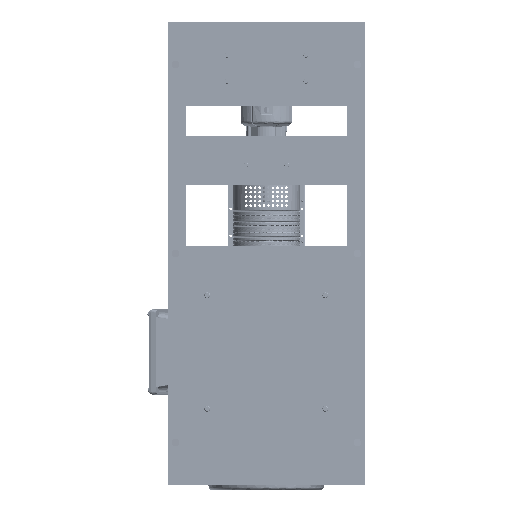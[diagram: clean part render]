
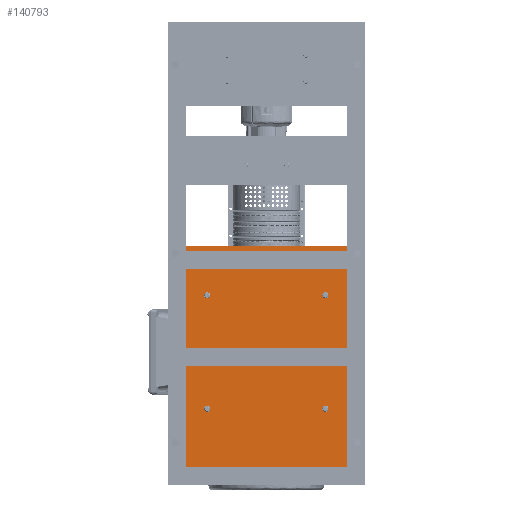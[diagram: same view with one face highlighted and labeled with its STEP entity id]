
A CAD part, front view. The second image highlights one B-rep face of the part: STEP entity #140793.
In plain terms, the highlighted planar face has unit normal (0, -1, 0).
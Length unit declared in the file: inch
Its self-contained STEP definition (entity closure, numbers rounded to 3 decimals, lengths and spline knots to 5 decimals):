
#8568 = VECTOR ( 'NONE', #270809, 39.37008 ) ;
#9976 = CIRCLE ( 'NONE', #248840, 0.328 ) ;
#18686 = CIRCLE ( 'NONE', #438794, 0.328 ) ;
#26016 = DIRECTION ( 'NONE',  ( 0., 1., 0. ) ) ;
#26059 = VECTOR ( 'NONE', #227804, 39.37008 ) ;
#26131 = DIRECTION ( 'NONE',  ( 0., -1., 0. ) ) ;
#28234 = DIRECTION ( 'NONE',  ( 0., 0., 1. ) ) ;
#31319 = CARTESIAN_POINT ( 'NONE',  ( 7.22676, 0., -6.25 ) ) ;
#31548 = CARTESIAN_POINT ( 'NONE',  ( -12.5, 0., 10.04 ) ) ;
#38821 = VERTEX_POINT ( 'NONE', #294326 ) ;
#53358 = CARTESIAN_POINT ( 'NONE',  ( 6.89876, 0., 6.25 ) ) ;
#58155 = CIRCLE ( 'NONE', #340607, 0.328 ) ;
#60074 = FACE_BOUND ( 'NONE', #409019, .T. ) ;
#61676 = LINE ( 'NONE', #400109, #26059 ) ;
#70140 = EDGE_CURVE ( 'NONE', #406692, #284417, #58155, .T. ) ;
#78862 = VERTEX_POINT ( 'NONE', #331630 ) ;
#83482 = DIRECTION ( 'NONE',  ( 0., 0., 1. ) ) ;
#83595 = DIRECTION ( 'NONE',  ( 0., -1., 0. ) ) ;
#85177 = LINE ( 'NONE', #434203, #182135 ) ;
#92381 = CARTESIAN_POINT ( 'NONE',  ( -4.77324, 0., 6.25 ) ) ;
#94104 = FACE_BOUND ( 'NONE', #416602, .T. ) ;
#99535 = EDGE_CURVE ( 'NONE', #38821, #175678, #316394, .T. ) ;
#100823 = CARTESIAN_POINT ( 'NONE',  ( -12.5, 0., -10.04 ) ) ;
#116831 = ORIENTED_EDGE ( 'NONE', *, *, #70140, .F. ) ;
#119785 = CARTESIAN_POINT ( 'NONE',  ( 7.22676, 0., 6.25 ) ) ;
#130404 = DIRECTION ( 'NONE',  ( 0., 0., 1. ) ) ;
#134736 = DIRECTION ( 'NONE',  ( 0., 0., 1. ) ) ;
#134792 = AXIS2_PLACEMENT_3D ( 'NONE', #119785, #83595, #200623 ) ;
#135193 = AXIS2_PLACEMENT_3D ( 'NONE', #31319, #405456, #165147 ) ;
#140793 = ADVANCED_FACE ( 'NONE', ( #166536, #200548, #94104, #60074, #338794 ), #198326, .F. ) ;
#140863 = VERTEX_POINT ( 'NONE', #302602 ) ;
#145872 = AXIS2_PLACEMENT_3D ( 'NONE', #272243, #313032, #165770 ) ;
#146912 = ORIENTED_EDGE ( 'NONE', *, *, #440507, .F. ) ;
#147747 = EDGE_CURVE ( 'NONE', #391684, #140863, #362715, .T. ) ;
#149169 = CARTESIAN_POINT ( 'NONE',  ( -12.5, 0., -10.04 ) ) ;
#149687 = EDGE_LOOP ( 'NONE', ( #299750, #331761 ) ) ;
#162623 = DIRECTION ( 'NONE',  ( 0., -1., 0. ) ) ;
#164736 = DIRECTION ( 'NONE',  ( 0., 0., -1. ) ) ;
#165147 = DIRECTION ( 'NONE',  ( 0., 0., 1. ) ) ;
#165277 = VECTOR ( 'NONE', #164736, 39.37008 ) ;
#165770 = DIRECTION ( 'NONE',  ( 0., 0., 1. ) ) ;
#166536 = FACE_BOUND ( 'NONE', #149687, .T. ) ;
#167304 = CARTESIAN_POINT ( 'NONE',  ( -5.10124, 0., 6.25 ) ) ;
#173081 = AXIS2_PLACEMENT_3D ( 'NONE', #336563, #26016, #28234 ) ;
#175678 = VERTEX_POINT ( 'NONE', #405989 ) ;
#179091 = VERTEX_POINT ( 'NONE', #278194 ) ;
#182135 = VECTOR ( 'NONE', #429714, 39.37008 ) ;
#187163 = CIRCLE ( 'NONE', #295931, 0.328 ) ;
#188082 = ORIENTED_EDGE ( 'NONE', *, *, #211306, .F. ) ;
#189762 = VERTEX_POINT ( 'NONE', #167304 ) ;
#198326 = PLANE ( 'NONE',  #173081 ) ;
#200548 = FACE_BOUND ( 'NONE', #389479, .T. ) ;
#200623 = DIRECTION ( 'NONE',  ( 0., 0., 1. ) ) ;
#202218 = ORIENTED_EDGE ( 'NONE', *, *, #147747, .F. ) ;
#202757 = CARTESIAN_POINT ( 'NONE',  ( -4.77324, 0., -6.25 ) ) ;
#203197 = CARTESIAN_POINT ( 'NONE',  ( 12.5, 0., -10.04 ) ) ;
#207626 = AXIS2_PLACEMENT_3D ( 'NONE', #296048, #26131, #130404 ) ;
#211306 = EDGE_CURVE ( 'NONE', #284417, #406692, #9976, .T. ) ;
#221701 = EDGE_CURVE ( 'NONE', #179091, #189762, #18686, .T. ) ;
#221902 = DIRECTION ( 'NONE',  ( 0., 0., 1. ) ) ;
#227804 = DIRECTION ( 'NONE',  ( 1., 0., 0. ) ) ;
#245759 = LINE ( 'NONE', #100823, #8568 ) ;
#246263 = VERTEX_POINT ( 'NONE', #149169 ) ;
#248840 = AXIS2_PLACEMENT_3D ( 'NONE', #202757, #341009, #134736 ) ;
#250342 = CIRCLE ( 'NONE', #134792, 0.328 ) ;
#259279 = VERTEX_POINT ( 'NONE', #31548 ) ;
#266750 = LINE ( 'NONE', #203197, #165277 ) ;
#270809 = DIRECTION ( 'NONE',  ( -1., 0., 0. ) ) ;
#272243 = CARTESIAN_POINT ( 'NONE',  ( 7.22676, 0., 6.25 ) ) ;
#272703 = CIRCLE ( 'NONE', #135193, 0.328 ) ;
#278194 = CARTESIAN_POINT ( 'NONE',  ( -4.44524, 0., 6.25 ) ) ;
#284417 = VERTEX_POINT ( 'NONE', #340240 ) ;
#294326 = CARTESIAN_POINT ( 'NONE',  ( 6.89876, 0., -6.25 ) ) ;
#295931 = AXIS2_PLACEMENT_3D ( 'NONE', #92381, #162623, #83482 ) ;
#296048 = CARTESIAN_POINT ( 'NONE',  ( 7.22676, 0., -6.25 ) ) ;
#299750 = ORIENTED_EDGE ( 'NONE', *, *, #99535, .F. ) ;
#302602 = CARTESIAN_POINT ( 'NONE',  ( 7.55476, 0., 6.25 ) ) ;
#309869 = CARTESIAN_POINT ( 'NONE',  ( -4.44524, 0., -6.25 ) ) ;
#313032 = DIRECTION ( 'NONE',  ( 0., -1., 0. ) ) ;
#316394 = CIRCLE ( 'NONE', #207626, 0.328 ) ;
#327358 = EDGE_CURVE ( 'NONE', #175678, #38821, #272703, .T. ) ;
#331630 = CARTESIAN_POINT ( 'NONE',  ( 12.5, 0., -10.04 ) ) ;
#331761 = ORIENTED_EDGE ( 'NONE', *, *, #327358, .F. ) ;
#334302 = DIRECTION ( 'NONE',  ( 0., -1., 0. ) ) ;
#336563 = CARTESIAN_POINT ( 'NONE',  ( 0., 0., 0. ) ) ;
#338794 = FACE_OUTER_BOUND ( 'NONE', #434148, .T. ) ;
#339519 = ORIENTED_EDGE ( 'NONE', *, *, #391053, .F. ) ;
#340240 = CARTESIAN_POINT ( 'NONE',  ( -5.10124, 0., -6.25 ) ) ;
#340607 = AXIS2_PLACEMENT_3D ( 'NONE', #432729, #362447, #221902 ) ;
#341009 = DIRECTION ( 'NONE',  ( 0., -1., 0. ) ) ;
#345271 = ORIENTED_EDGE ( 'NONE', *, *, #397515, .F. ) ;
#349627 = EDGE_CURVE ( 'NONE', #78862, #246263, #245759, .T. ) ;
#362447 = DIRECTION ( 'NONE',  ( 0., -1., 0. ) ) ;
#362715 = CIRCLE ( 'NONE', #145872, 0.328 ) ;
#378637 = EDGE_CURVE ( 'NONE', #140863, #391684, #250342, .T. ) ;
#380312 = ORIENTED_EDGE ( 'NONE', *, *, #433406, .F. ) ;
#388309 = ORIENTED_EDGE ( 'NONE', *, *, #349627, .F. ) ;
#389479 = EDGE_LOOP ( 'NONE', ( #188082, #116831 ) ) ;
#391053 = EDGE_CURVE ( 'NONE', #189762, #179091, #187163, .T. ) ;
#391684 = VERTEX_POINT ( 'NONE', #53358 ) ;
#397515 = EDGE_CURVE ( 'NONE', #246263, #259279, #85177, .T. ) ;
#400107 = CARTESIAN_POINT ( 'NONE',  ( -4.77324, 0., 6.25 ) ) ;
#400109 = CARTESIAN_POINT ( 'NONE',  ( -12.5, 0., 10.04 ) ) ;
#404977 = ORIENTED_EDGE ( 'NONE', *, *, #378637, .F. ) ;
#405456 = DIRECTION ( 'NONE',  ( 0., -1., 0. ) ) ;
#405989 = CARTESIAN_POINT ( 'NONE',  ( 7.55476, 0., -6.25 ) ) ;
#406692 = VERTEX_POINT ( 'NONE', #309869 ) ;
#409019 = EDGE_LOOP ( 'NONE', ( #202218, #404977 ) ) ;
#416602 = EDGE_LOOP ( 'NONE', ( #339519, #444908 ) ) ;
#421210 = VERTEX_POINT ( 'NONE', #424830 ) ;
#424830 = CARTESIAN_POINT ( 'NONE',  ( 12.5, 0., 10.04 ) ) ;
#429714 = DIRECTION ( 'NONE',  ( 0., 0., 1. ) ) ;
#432729 = CARTESIAN_POINT ( 'NONE',  ( -4.77324, 0., -6.25 ) ) ;
#433406 = EDGE_CURVE ( 'NONE', #421210, #78862, #266750, .T. ) ;
#434148 = EDGE_LOOP ( 'NONE', ( #380312, #146912, #345271, #388309 ) ) ;
#434203 = CARTESIAN_POINT ( 'NONE',  ( -12.5, 0., -10.04 ) ) ;
#438644 = DIRECTION ( 'NONE',  ( 0., 0., 1. ) ) ;
#438794 = AXIS2_PLACEMENT_3D ( 'NONE', #400107, #334302, #438644 ) ;
#440507 = EDGE_CURVE ( 'NONE', #259279, #421210, #61676, .T. ) ;
#444908 = ORIENTED_EDGE ( 'NONE', *, *, #221701, .F. ) ;
